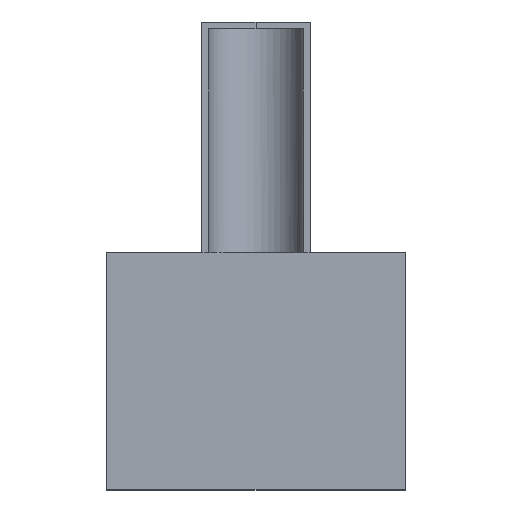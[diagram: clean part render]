
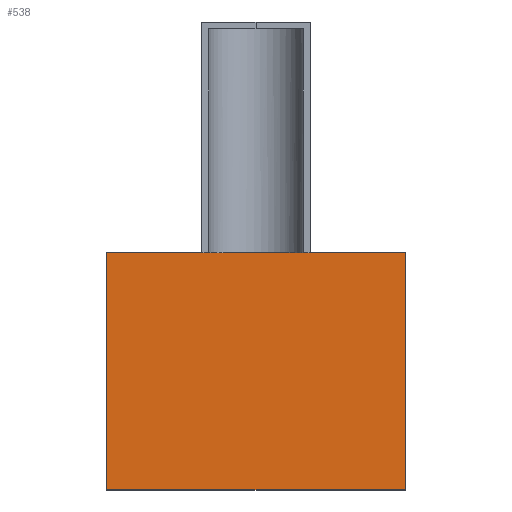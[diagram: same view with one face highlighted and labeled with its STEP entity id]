
A CAD part, top view. The second image highlights one B-rep face of the part: STEP entity #538.
In plain terms, the highlighted free-form (B-spline) face has degree [1, 1] with [2, 2] control points.
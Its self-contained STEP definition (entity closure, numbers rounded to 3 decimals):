
#240=CARTESIAN_POINT('V26',(-31.225,110.,
   -40.));
#241=VERTEX_POINT('V26',#240);
#242=CARTESIAN_POINT('V19',(-24.495,110.,
   -40.));
#243=VERTEX_POINT('V19',#242);
#244=CARTESIAN_POINT('E42',(-31.225,110.,
   -40.));
#245=CARTESIAN_POINT('E42',(-24.495,110.,
   -40.));
#246=B_SPLINE_CURVE_WITH_KNOTS('E42',1,(#244,#245),.POLYLINE_FORM.,
   .F.,.U.,(2,2),(0.358,0.389),
   .UNSPECIFIED.);
#247=EDGE_CURVE('E42',#241,#243,#246,.T.);
#284=CARTESIAN_POINT('V12',(-110.,-65.,
   -40.));
#285=VERTEX_POINT('V12',#284);
#286=CARTESIAN_POINT('V15',(110.,-65.,
   -40.));
#287=VERTEX_POINT('V15',#286);
#288=CARTESIAN_POINT('E18',(-110.,-65.,
   -40.));
#289=CARTESIAN_POINT('E18',(110.,-65.,
   -40.));
#290=QUASI_UNIFORM_CURVE('E18',1,(#288,#289),.POLYLINE_FORM.,.F.,.U.
   );
#291=EDGE_CURVE('E18',#285,#287,#290,.T.);
#320=CARTESIAN_POINT('V17',(110.,110.,
   -40.));
#321=VERTEX_POINT('V17',#320);
#322=CARTESIAN_POINT('E21',(110.,-65.,
   -40.));
#323=CARTESIAN_POINT('E21',(110.,110.,
   -40.));
#324=QUASI_UNIFORM_CURVE('E21',1,(#322,#323),.POLYLINE_FORM.,.F.,.U.
   );
#325=EDGE_CURVE('E21',#287,#321,#324,.T.);
#348=CARTESIAN_POINT('V23',(31.225,110.,
   -40.));
#349=VERTEX_POINT('V23',#348);
#371=CARTESIAN_POINT('E39',(31.225,110.,
   -40.));
#372=CARTESIAN_POINT('E39',(110.,110.,
   -40.));
#373=B_SPLINE_CURVE_WITH_KNOTS('E39',1,(#371,#372),.POLYLINE_FORM.,
   .F.,.U.,(2,2),(0.642,1.0),.UNSPECIFIED.);
#374=EDGE_CURVE('E39',#349,#321,#373,.T.);
#481=CARTESIAN_POINT('V11',(-110.,110.,
   -40.));
#482=VERTEX_POINT('V11',#481);
#483=CARTESIAN_POINT('E43',(-110.,110.,
   -40.));
#484=CARTESIAN_POINT('E43',(-31.225,110.,
   -40.));
#485=B_SPLINE_CURVE_WITH_KNOTS('E43',1,(#483,#484),.POLYLINE_FORM.,
   .F.,.U.,(2,2),(0.0,0.358),.UNSPECIFIED.);
#486=EDGE_CURVE('E43',#482,#241,#485,.T.);
#502=CARTESIAN_POINT('E14',(-110.,110.,
   -40.));
#503=CARTESIAN_POINT('E14',(-110.,-65.,
   -40.));
#504=QUASI_UNIFORM_CURVE('E14',1,(#502,#503),.POLYLINE_FORM.,.F.,.U.
   );
#505=EDGE_CURVE('E14',#482,#285,#504,.T.);
#513=CARTESIAN_POINT('F11',(115.5,-69.375,
   -40.));
#514=CARTESIAN_POINT('F11',(115.5,114.375,
   -40.));
#515=CARTESIAN_POINT('F11',(-115.5,-69.375,
   -40.));
#516=CARTESIAN_POINT('F11',(-115.5,114.375,
   -40.));
#517=QUASI_UNIFORM_SURFACE('F11',1,1,((#513,#515),(#514,#516)),
   .PLANE_SURF.,.F.,.F.,.U.);
#518=ORIENTED_EDGE('E14',*,*,#505,.F.);
#519=ORIENTED_EDGE('E43',*,*,#486,.T.);
#520=ORIENTED_EDGE('E42',*,*,#247,.T.);
#521=CARTESIAN_POINT('V22',(24.495,110.,
   -40.0));
#522=VERTEX_POINT('V22',#521);
#523=CARTESIAN_POINT('E41',(-24.495,110.,
   -40.0));
#524=CARTESIAN_POINT('E41',(24.495,110.,
   -40.));
#525=B_SPLINE_CURVE_WITH_KNOTS('E41',1,(#523,#524),.POLYLINE_FORM.,
   .F.,.U.,(2,2),(0.389,0.611),
   .UNSPECIFIED.);
#526=EDGE_CURVE('E41',#243,#522,#525,.T.);
#527=ORIENTED_EDGE('E41',*,*,#526,.T.);
#528=CARTESIAN_POINT('E40',(24.495,110.,
   -40.));
#529=CARTESIAN_POINT('E40',(31.225,110.,
   -40.));
#530=B_SPLINE_CURVE_WITH_KNOTS('E40',1,(#528,#529),.POLYLINE_FORM.,
   .F.,.U.,(2,2),(0.611,0.642),
   .UNSPECIFIED.);
#531=EDGE_CURVE('E40',#522,#349,#530,.T.);
#532=ORIENTED_EDGE('E40',*,*,#531,.T.);
#533=ORIENTED_EDGE('F16',*,*,#374,.T.);
#534=ORIENTED_EDGE('E21',*,*,#325,.F.);
#535=ORIENTED_EDGE('E18',*,*,#291,.F.);
#536=EDGE_LOOP('F11',(#518,#519,#520,#527,#532,#533,#534,#535));
#537=FACE_OUTER_BOUND('F11',#536,.F.);
#538=ADVANCED_FACE('F11',(#537),#517,.T.);
